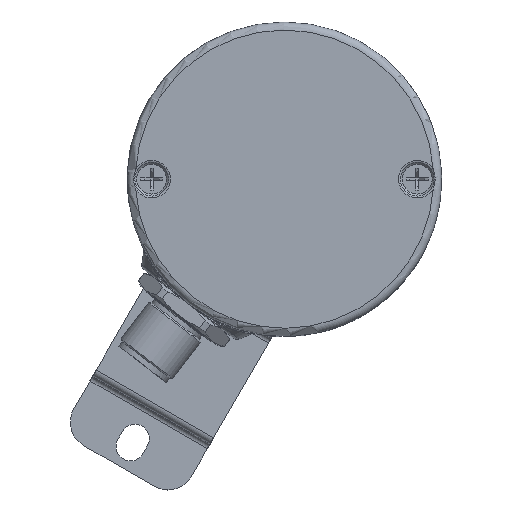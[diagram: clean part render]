
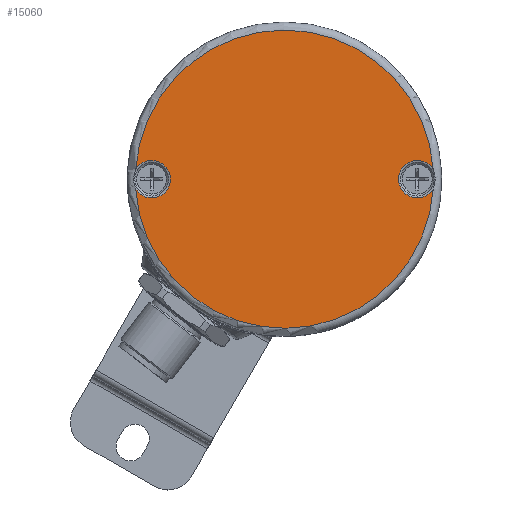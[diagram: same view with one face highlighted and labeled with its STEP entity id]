
A CAD part, top view. The second image highlights one B-rep face of the part: STEP entity #15060.
In plain terms, the highlighted planar face has unit normal (0, 0, 1).
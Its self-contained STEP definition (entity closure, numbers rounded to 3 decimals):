
#14867=CARTESIAN_POINT('',(27.44,1.819,38.0));
#14868=VERTEX_POINT('',#14867);
#14869=CARTESIAN_POINT('',(27.44,-1.819,38.0));
#14870=VERTEX_POINT('',#14869);
#14902=CARTESIAN_POINT('',(-16.741,-21.817,38.0));
#14903=VERTEX_POINT('',#14902);
#14904=CARTESIAN_POINT('',(0.,0.,38.0));
#14905=DIRECTION('',(0.0,0.0,-1.0));
#14906=DIRECTION('',(0.609,0.793,0.0));
#14907=AXIS2_PLACEMENT_3D('',#14904,#14905,#14906);
#14908=CIRCLE('',#14907,27.5);
#14909=EDGE_CURVE('',#14870,#14903,#14908,.T.);
#14911=CARTESIAN_POINT('',(-27.44,-1.819,38.0));
#14912=VERTEX_POINT('',#14911);
#14913=CARTESIAN_POINT('',(0.,0.,38.0));
#14914=DIRECTION('',(0.0,0.0,-1.0));
#14915=DIRECTION('',(0.609,0.793,0.0));
#14916=AXIS2_PLACEMENT_3D('',#14913,#14914,#14915);
#14917=CIRCLE('',#14916,27.5);
#14918=EDGE_CURVE('',#14903,#14912,#14917,.T.);
#14920=CARTESIAN_POINT('',(-27.44,1.819,38.0));
#14921=VERTEX_POINT('',#14920);
#14953=CARTESIAN_POINT('',(0.,0.,38.0));
#14954=DIRECTION('',(0.0,0.0,-1.0));
#14955=DIRECTION('',(0.609,0.793,0.0));
#14956=AXIS2_PLACEMENT_3D('',#14953,#14954,#14955);
#14957=CIRCLE('',#14956,27.5);
#14958=EDGE_CURVE('',#14921,#14868,#14957,.T.);
#14991=CARTESIAN_POINT('',(22.395,-2.743,38.0));
#14992=VERTEX_POINT('',#14991);
#14993=CARTESIAN_POINT('',(24.5,0.,38.0));
#14994=DIRECTION('',(0.0,0.0,1.0));
#14995=DIRECTION('',(0.609,0.793,0.0));
#14996=AXIS2_PLACEMENT_3D('',#14993,#14994,#14995);
#14997=CIRCLE('',#14996,3.457);
#14998=EDGE_CURVE('',#14868,#14992,#14997,.T.);
#15000=CARTESIAN_POINT('',(24.5,0.,38.0));
#15001=DIRECTION('',(0.0,0.0,1.0));
#15002=DIRECTION('',(0.609,0.793,0.0));
#15003=AXIS2_PLACEMENT_3D('',#15000,#15001,#15002);
#15004=CIRCLE('',#15003,3.457);
#15005=EDGE_CURVE('',#14992,#14870,#15004,.T.);
#15016=CARTESIAN_POINT('',(-26.605,-2.743,38.0));
#15017=VERTEX_POINT('',#15016);
#15018=CARTESIAN_POINT('',(-24.5,0.,38.0));
#15019=DIRECTION('',(0.0,0.0,1.0));
#15020=DIRECTION('',(0.609,0.793,0.0));
#15021=AXIS2_PLACEMENT_3D('',#15018,#15019,#15020);
#15022=CIRCLE('',#15021,3.457);
#15023=EDGE_CURVE('',#14912,#15017,#15022,.T.);
#15025=CARTESIAN_POINT('',(-24.5,0.,38.0));
#15026=DIRECTION('',(0.0,0.0,1.0));
#15027=DIRECTION('',(0.609,0.793,0.0));
#15028=AXIS2_PLACEMENT_3D('',#15025,#15026,#15027);
#15029=CIRCLE('',#15028,3.457);
#15030=EDGE_CURVE('',#15017,#14921,#15029,.T.);
#15046=CARTESIAN_POINT('',(0.,0.,38.0));
#15047=DIRECTION('',(0.0,0.0,-1.0));
#15048=DIRECTION('',(-1.0,0.0,0.0));
#15049=AXIS2_PLACEMENT_3D('',#15046,#15047,#15048);
#15050=PLANE('',#15049);
#15051=ORIENTED_EDGE('',*,*,#14958,.F.);
#15052=ORIENTED_EDGE('',*,*,#15030,.F.);
#15053=ORIENTED_EDGE('',*,*,#15023,.F.);
#15054=ORIENTED_EDGE('',*,*,#14918,.F.);
#15055=ORIENTED_EDGE('',*,*,#14909,.F.);
#15056=ORIENTED_EDGE('',*,*,#15005,.F.);
#15057=ORIENTED_EDGE('',*,*,#14998,.F.);
#15058=EDGE_LOOP('',(#15051,#15052,#15053,#15054,#15055,#15056,#15057));
#15059=FACE_OUTER_BOUND('',#15058,.T.);
#15060=ADVANCED_FACE('',(#15059),#15050,.F.);
